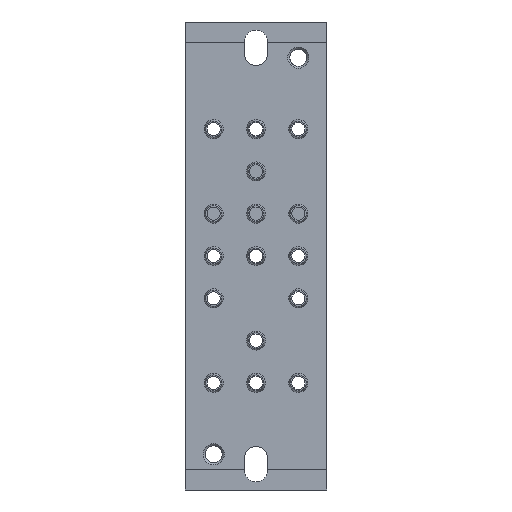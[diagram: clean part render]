
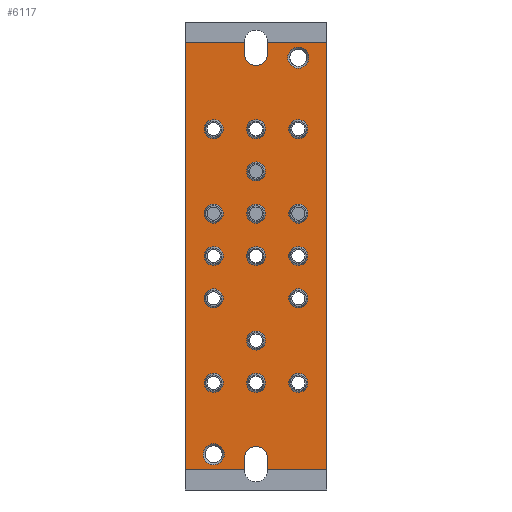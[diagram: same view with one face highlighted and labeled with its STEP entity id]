
A CAD part, front view. The second image highlights one B-rep face of the part: STEP entity #6117.
In plain terms, the highlighted planar face has unit normal (0, -1, 0).
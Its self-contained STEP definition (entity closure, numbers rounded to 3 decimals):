
#189=LINE('',#8785,#365);
#190=LINE('',#8788,#366);
#191=LINE('',#8790,#367);
#192=LINE('',#8792,#368);
#193=LINE('',#8794,#369);
#194=LINE('',#8798,#370);
#195=LINE('',#8800,#371);
#196=LINE('',#8802,#372);
#197=LINE('',#8804,#373);
#198=LINE('',#8806,#374);
#365=VECTOR('',#7225,1000.);
#366=VECTOR('',#7226,1000.);
#367=VECTOR('',#7227,1000.);
#368=VECTOR('',#7228,1000.);
#369=VECTOR('',#7229,1000.);
#370=VECTOR('',#7232,1000.);
#371=VECTOR('',#7233,1000.);
#372=VECTOR('',#7234,1000.);
#373=VECTOR('',#7235,1000.);
#374=VECTOR('',#7236,1000.);
#497=PLANE('',#6483);
#677=CIRCLE('',#6484,1.8);
#678=CIRCLE('',#6485,1.8);
#679=CIRCLE('',#6486,1.8);
#680=CIRCLE('',#6487,1.8);
#681=CIRCLE('',#6488,1.8);
#682=CIRCLE('',#6489,1.8);
#683=CIRCLE('',#6490,1.8);
#684=CIRCLE('',#6491,1.8);
#685=CIRCLE('',#6492,1.8);
#686=CIRCLE('',#6493,1.8);
#687=CIRCLE('',#6494,1.8);
#688=CIRCLE('',#6495,1.8);
#689=CIRCLE('',#6496,1.8);
#690=CIRCLE('',#6497,1.8);
#691=CIRCLE('',#6498,1.8);
#692=CIRCLE('',#6499,1.8);
#693=CIRCLE('',#6500,2.);
#694=CIRCLE('',#6501,2.);
#695=CIRCLE('',#6502,2.2);
#696=CIRCLE('',#6503,2.2);
#1037=ORIENTED_EDGE('',*,*,#2010,.F.);
#1038=ORIENTED_EDGE('',*,*,#2011,.F.);
#1039=ORIENTED_EDGE('',*,*,#2012,.F.);
#1040=ORIENTED_EDGE('',*,*,#2013,.F.);
#1041=ORIENTED_EDGE('',*,*,#2014,.F.);
#1042=ORIENTED_EDGE('',*,*,#2015,.F.);
#1043=ORIENTED_EDGE('',*,*,#2016,.F.);
#1044=ORIENTED_EDGE('',*,*,#2017,.F.);
#1045=ORIENTED_EDGE('',*,*,#2018,.F.);
#1046=ORIENTED_EDGE('',*,*,#2019,.F.);
#1047=ORIENTED_EDGE('',*,*,#2020,.F.);
#1048=ORIENTED_EDGE('',*,*,#2021,.F.);
#1049=ORIENTED_EDGE('',*,*,#2022,.F.);
#1050=ORIENTED_EDGE('',*,*,#2023,.F.);
#1051=ORIENTED_EDGE('',*,*,#2024,.F.);
#1052=ORIENTED_EDGE('',*,*,#2025,.F.);
#1053=ORIENTED_EDGE('',*,*,#2026,.F.);
#1054=ORIENTED_EDGE('',*,*,#2027,.F.);
#1055=ORIENTED_EDGE('',*,*,#2028,.T.);
#1056=ORIENTED_EDGE('',*,*,#2029,.T.);
#1057=ORIENTED_EDGE('',*,*,#2030,.T.);
#1058=ORIENTED_EDGE('',*,*,#2031,.F.);
#1059=ORIENTED_EDGE('',*,*,#2032,.T.);
#1060=ORIENTED_EDGE('',*,*,#2033,.T.);
#1061=ORIENTED_EDGE('',*,*,#2034,.T.);
#1062=ORIENTED_EDGE('',*,*,#2035,.F.);
#1063=ORIENTED_EDGE('',*,*,#2036,.F.);
#1064=ORIENTED_EDGE('',*,*,#2037,.T.);
#1065=ORIENTED_EDGE('',*,*,#2038,.T.);
#1066=ORIENTED_EDGE('',*,*,#2039,.T.);
#2010=EDGE_CURVE('',#2487,#2487,#677,.F.);
#2011=EDGE_CURVE('',#2488,#2488,#678,.F.);
#2012=EDGE_CURVE('',#2489,#2489,#679,.F.);
#2013=EDGE_CURVE('',#2490,#2490,#680,.F.);
#2014=EDGE_CURVE('',#2491,#2491,#681,.F.);
#2015=EDGE_CURVE('',#2492,#2492,#682,.F.);
#2016=EDGE_CURVE('',#2493,#2493,#683,.F.);
#2017=EDGE_CURVE('',#2494,#2494,#684,.F.);
#2018=EDGE_CURVE('',#2495,#2495,#685,.F.);
#2019=EDGE_CURVE('',#2496,#2496,#686,.F.);
#2020=EDGE_CURVE('',#2497,#2497,#687,.F.);
#2021=EDGE_CURVE('',#2498,#2498,#688,.F.);
#2022=EDGE_CURVE('',#2499,#2499,#689,.F.);
#2023=EDGE_CURVE('',#2500,#2500,#690,.F.);
#2024=EDGE_CURVE('',#2501,#2501,#691,.F.);
#2025=EDGE_CURVE('',#2502,#2502,#692,.F.);
#2026=EDGE_CURVE('',#2503,#2503,#693,.T.);
#2027=EDGE_CURVE('',#2504,#2504,#694,.T.);
#2028=EDGE_CURVE('',#2505,#2506,#189,.T.);
#2029=EDGE_CURVE('',#2506,#2507,#190,.T.);
#2030=EDGE_CURVE('',#2507,#2508,#191,.T.);
#2031=EDGE_CURVE('',#2509,#2508,#192,.T.);
#2032=EDGE_CURVE('',#2509,#2510,#193,.T.);
#2033=EDGE_CURVE('',#2510,#2511,#695,.T.);
#2034=EDGE_CURVE('',#2511,#2512,#194,.T.);
#2035=EDGE_CURVE('',#2513,#2512,#195,.T.);
#2036=EDGE_CURVE('',#2514,#2513,#196,.T.);
#2037=EDGE_CURVE('',#2514,#2515,#197,.T.);
#2038=EDGE_CURVE('',#2515,#2516,#198,.T.);
#2039=EDGE_CURVE('',#2516,#2505,#696,.T.);
#2487=VERTEX_POINT('',#8750);
#2488=VERTEX_POINT('',#8752);
#2489=VERTEX_POINT('',#8754);
#2490=VERTEX_POINT('',#8756);
#2491=VERTEX_POINT('',#8758);
#2492=VERTEX_POINT('',#8760);
#2493=VERTEX_POINT('',#8762);
#2494=VERTEX_POINT('',#8764);
#2495=VERTEX_POINT('',#8766);
#2496=VERTEX_POINT('',#8768);
#2497=VERTEX_POINT('',#8770);
#2498=VERTEX_POINT('',#8772);
#2499=VERTEX_POINT('',#8774);
#2500=VERTEX_POINT('',#8776);
#2501=VERTEX_POINT('',#8778);
#2502=VERTEX_POINT('',#8780);
#2503=VERTEX_POINT('',#8782);
#2504=VERTEX_POINT('',#8784);
#2505=VERTEX_POINT('',#8786);
#2506=VERTEX_POINT('',#8787);
#2507=VERTEX_POINT('',#8789);
#2508=VERTEX_POINT('',#8791);
#2509=VERTEX_POINT('',#8793);
#2510=VERTEX_POINT('',#8795);
#2511=VERTEX_POINT('',#8797);
#2512=VERTEX_POINT('',#8799);
#2513=VERTEX_POINT('',#8801);
#2514=VERTEX_POINT('',#8803);
#2515=VERTEX_POINT('',#8805);
#2516=VERTEX_POINT('',#8807);
#2862=EDGE_LOOP('',(#1037));
#2863=EDGE_LOOP('',(#1038));
#2864=EDGE_LOOP('',(#1039));
#2865=EDGE_LOOP('',(#1040));
#2866=EDGE_LOOP('',(#1041));
#2867=EDGE_LOOP('',(#1042));
#2868=EDGE_LOOP('',(#1043));
#2869=EDGE_LOOP('',(#1044));
#2870=EDGE_LOOP('',(#1045));
#2871=EDGE_LOOP('',(#1046));
#2872=EDGE_LOOP('',(#1047));
#2873=EDGE_LOOP('',(#1048));
#2874=EDGE_LOOP('',(#1049));
#2875=EDGE_LOOP('',(#1050));
#2876=EDGE_LOOP('',(#1051));
#2877=EDGE_LOOP('',(#1052));
#2878=EDGE_LOOP('',(#1053));
#2879=EDGE_LOOP('',(#1054));
#2880=EDGE_LOOP('',(#1055,#1056,#1057,#1058,#1059,#1060,#1061,#1062,#1063,
#1064,#1065,#1066));
#3412=FACE_BOUND('',#2862,.T.);
#3413=FACE_BOUND('',#2863,.T.);
#3414=FACE_BOUND('',#2864,.T.);
#3415=FACE_BOUND('',#2865,.T.);
#3416=FACE_BOUND('',#2866,.T.);
#3417=FACE_BOUND('',#2867,.T.);
#3418=FACE_BOUND('',#2868,.T.);
#3419=FACE_BOUND('',#2869,.T.);
#3420=FACE_BOUND('',#2870,.T.);
#3421=FACE_BOUND('',#2871,.T.);
#3422=FACE_BOUND('',#2872,.T.);
#3423=FACE_BOUND('',#2873,.T.);
#3424=FACE_BOUND('',#2874,.T.);
#3425=FACE_BOUND('',#2875,.T.);
#3426=FACE_BOUND('',#2876,.T.);
#3427=FACE_BOUND('',#2877,.T.);
#3428=FACE_BOUND('',#2878,.T.);
#3429=FACE_BOUND('',#2879,.T.);
#3430=FACE_BOUND('',#2880,.T.);
#6117=ADVANCED_FACE('',(#3412,#3413,#3414,#3415,#3416,#3417,#3418,#3419,
#3420,#3421,#3422,#3423,#3424,#3425,#3426,#3427,#3428,#3429,#3430),#497,
 .F.);
#6483=AXIS2_PLACEMENT_3D('',#8748,#7187,#7188);
#6484=AXIS2_PLACEMENT_3D('',#8749,#7189,#7190);
#6485=AXIS2_PLACEMENT_3D('',#8751,#7191,#7192);
#6486=AXIS2_PLACEMENT_3D('',#8753,#7193,#7194);
#6487=AXIS2_PLACEMENT_3D('',#8755,#7195,#7196);
#6488=AXIS2_PLACEMENT_3D('',#8757,#7197,#7198);
#6489=AXIS2_PLACEMENT_3D('',#8759,#7199,#7200);
#6490=AXIS2_PLACEMENT_3D('',#8761,#7201,#7202);
#6491=AXIS2_PLACEMENT_3D('',#8763,#7203,#7204);
#6492=AXIS2_PLACEMENT_3D('',#8765,#7205,#7206);
#6493=AXIS2_PLACEMENT_3D('',#8767,#7207,#7208);
#6494=AXIS2_PLACEMENT_3D('',#8769,#7209,#7210);
#6495=AXIS2_PLACEMENT_3D('',#8771,#7211,#7212);
#6496=AXIS2_PLACEMENT_3D('',#8773,#7213,#7214);
#6497=AXIS2_PLACEMENT_3D('',#8775,#7215,#7216);
#6498=AXIS2_PLACEMENT_3D('',#8777,#7217,#7218);
#6499=AXIS2_PLACEMENT_3D('',#8779,#7219,#7220);
#6500=AXIS2_PLACEMENT_3D('',#8781,#7221,#7222);
#6501=AXIS2_PLACEMENT_3D('',#8783,#7223,#7224);
#6502=AXIS2_PLACEMENT_3D('',#8796,#7230,#7231);
#6503=AXIS2_PLACEMENT_3D('',#8808,#7237,#7238);
#7187=DIRECTION('',(0.,1.,0.));
#7188=DIRECTION('',(0.,0.,1.));
#7189=DIRECTION('',(0.,1.,0.));
#7190=DIRECTION('',(0.,0.,1.));
#7191=DIRECTION('',(0.,1.,0.));
#7192=DIRECTION('',(0.,0.,1.));
#7193=DIRECTION('',(0.,1.,0.));
#7194=DIRECTION('',(0.,0.,1.));
#7195=DIRECTION('',(0.,1.,0.));
#7196=DIRECTION('',(0.,0.,1.));
#7197=DIRECTION('',(0.,1.,0.));
#7198=DIRECTION('',(0.,0.,1.));
#7199=DIRECTION('',(0.,1.,0.));
#7200=DIRECTION('',(0.,0.,1.));
#7201=DIRECTION('',(0.,1.,0.));
#7202=DIRECTION('',(0.,0.,1.));
#7203=DIRECTION('',(0.,1.,0.));
#7204=DIRECTION('',(0.,0.,1.));
#7205=DIRECTION('',(0.,1.,0.));
#7206=DIRECTION('',(0.,0.,1.));
#7207=DIRECTION('',(0.,1.,0.));
#7208=DIRECTION('',(0.,0.,1.));
#7209=DIRECTION('',(0.,1.,0.));
#7210=DIRECTION('',(0.,0.,1.));
#7211=DIRECTION('',(0.,1.,0.));
#7212=DIRECTION('',(0.,0.,1.));
#7213=DIRECTION('',(0.,1.,0.));
#7214=DIRECTION('',(0.,0.,1.));
#7215=DIRECTION('',(0.,1.,0.));
#7216=DIRECTION('',(0.,0.,1.));
#7217=DIRECTION('',(0.,1.,0.));
#7218=DIRECTION('',(0.,0.,1.));
#7219=DIRECTION('',(0.,1.,0.));
#7220=DIRECTION('',(0.,0.,1.));
#7221=DIRECTION('',(0.,-1.,0.));
#7222=DIRECTION('',(0.,0.,-1.));
#7223=DIRECTION('',(0.,-1.,0.));
#7224=DIRECTION('',(0.,0.,-1.));
#7225=DIRECTION('',(0.,0.,1.));
#7226=DIRECTION('',(-1.,0.,0.));
#7227=DIRECTION('',(0.,0.,-1.));
#7228=DIRECTION('',(-1.,0.,0.));
#7229=DIRECTION('',(0.,0.,1.));
#7230=DIRECTION('',(0.,1.,0.));
#7231=DIRECTION('',(1.,0.,0.));
#7232=DIRECTION('',(0.,0.,-1.));
#7233=DIRECTION('',(-1.,0.,0.));
#7234=DIRECTION('',(0.,0.,-1.));
#7235=DIRECTION('',(-1.,0.,0.));
#7236=DIRECTION('',(0.,0.,-1.));
#7237=DIRECTION('',(0.,1.,0.));
#7238=DIRECTION('',(1.,0.,0.));
#8748=CARTESIAN_POINT('',(13.4,0.,40.4));
#8749=CARTESIAN_POINT('',(-8.,0.,0.));
#8750=CARTESIAN_POINT('',(-8.,0.,1.8));
#8751=CARTESIAN_POINT('',(8.,0.,0.));
#8752=CARTESIAN_POINT('',(8.,0.,1.8));
#8753=CARTESIAN_POINT('',(-8.,0.,24.));
#8754=CARTESIAN_POINT('',(-8.,0.,25.8));
#8755=CARTESIAN_POINT('',(8.,0.,24.));
#8756=CARTESIAN_POINT('',(8.,0.,25.8));
#8757=CARTESIAN_POINT('',(-8.,0.,8.));
#8758=CARTESIAN_POINT('',(-8.,0.,9.8));
#8759=CARTESIAN_POINT('',(8.,0.,8.));
#8760=CARTESIAN_POINT('',(8.,0.,9.8));
#8761=CARTESIAN_POINT('',(-8.,0.,-8.));
#8762=CARTESIAN_POINT('',(-8.,0.,-6.2));
#8763=CARTESIAN_POINT('',(8.,0.,-8.));
#8764=CARTESIAN_POINT('',(8.,0.,-6.2));
#8765=CARTESIAN_POINT('',(8.,0.,-24.));
#8766=CARTESIAN_POINT('',(8.,0.,-22.2));
#8767=CARTESIAN_POINT('',(-8.,0.,-24.));
#8768=CARTESIAN_POINT('',(-8.,0.,-22.2));
#8769=CARTESIAN_POINT('',(0.,0.,-24.));
#8770=CARTESIAN_POINT('',(0.,0.,-22.2));
#8771=CARTESIAN_POINT('',(0.,0.,-16.));
#8772=CARTESIAN_POINT('',(0.,0.,-14.2));
#8773=CARTESIAN_POINT('',(0.,0.,8.));
#8774=CARTESIAN_POINT('',(0.,0.,9.8));
#8775=CARTESIAN_POINT('',(0.,0.,0.));
#8776=CARTESIAN_POINT('',(0.,0.,1.8));
#8777=CARTESIAN_POINT('',(0.,0.,16.));
#8778=CARTESIAN_POINT('',(0.,0.,17.8));
#8779=CARTESIAN_POINT('',(0.,0.,24.));
#8780=CARTESIAN_POINT('',(0.,0.,25.8));
#8781=CARTESIAN_POINT('',(8.,0.,37.5));
#8782=CARTESIAN_POINT('',(8.,0.,35.5));
#8783=CARTESIAN_POINT('',(-8.,0.,-37.5));
#8784=CARTESIAN_POINT('',(-8.,0.,-39.5));
#8785=CARTESIAN_POINT('',(-2.2,0.,38.2));
#8786=CARTESIAN_POINT('',(-2.2,0.,38.2));
#8787=CARTESIAN_POINT('',(-2.2,0.,40.4));
#8788=CARTESIAN_POINT('',(13.4,0.,40.4));
#8789=CARTESIAN_POINT('',(-13.4,0.,40.4));
#8790=CARTESIAN_POINT('',(-13.4,0.,40.4));
#8791=CARTESIAN_POINT('',(-13.4,0.,-40.4));
#8792=CARTESIAN_POINT('',(13.4,0.,-40.4));
#8793=CARTESIAN_POINT('',(-2.2,0.,-40.4));
#8794=CARTESIAN_POINT('',(-2.2,0.,-40.5));
#8795=CARTESIAN_POINT('',(-2.2,0.,-38.2));
#8796=CARTESIAN_POINT('',(0.,0.,-38.2));
#8797=CARTESIAN_POINT('',(2.2,0.,-38.2));
#8798=CARTESIAN_POINT('',(2.2,0.,-38.2));
#8799=CARTESIAN_POINT('',(2.2,0.,-40.4));
#8800=CARTESIAN_POINT('',(13.4,0.,-40.4));
#8801=CARTESIAN_POINT('',(13.4,0.,-40.4));
#8802=CARTESIAN_POINT('',(13.4,0.,40.4));
#8803=CARTESIAN_POINT('',(13.4,0.,40.4));
#8804=CARTESIAN_POINT('',(13.4,0.,40.4));
#8805=CARTESIAN_POINT('',(2.2,0.,40.4));
#8806=CARTESIAN_POINT('',(2.2,0.,40.5));
#8807=CARTESIAN_POINT('',(2.2,0.,38.2));
#8808=CARTESIAN_POINT('',(0.,0.,38.2));
